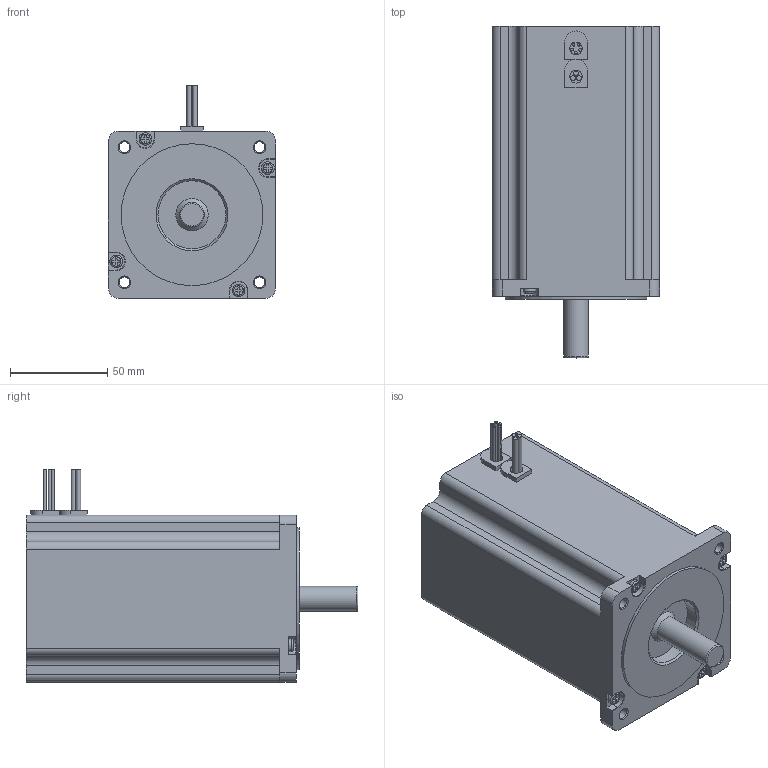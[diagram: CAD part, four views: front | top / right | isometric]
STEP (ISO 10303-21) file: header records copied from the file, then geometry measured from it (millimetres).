
FILE_DESCRIPTION( ( 'Unknown' ), '1' );
FILE_NAME( 'B86139.stp', 'Unknown', ( 'Unknown' ), ( 'Unknown' ), 'PSStep 17.0.49', 'Unknown', ' ' );
FILE_SCHEMA( ( 'AUTOMOTIVE_DESIGN { 1 0 10303 214 1 1 1 1 }' ) );
Length unit declared in the file: millimetre
Products named in the file (1): 1
Bounding box: 86 x 170.75 x 109.39 mm (x, y, z)
Volume: 934468.3 mm3; surface area: 65734.7 mm2
Topology: 1 solids, 1 shells, 265 faces, 673 edges, 445 vertices
Faces by surface type: plane 183, cylinder 59, torus 13, cone 10
Full cylindrical faces by diameter (mm): 1.45 x5, 2.5 x3, 5.5 x4, 6.5 x10, 8 x4, 12.7 x1, 35 x1, 73 x1
Entity records: 9708 total; most frequent: CARTESIAN_POINT 1304, DIRECTION 1282, ORIENTED_EDGE 1218, EDGE_CURVE 609, LINE 468, VECTOR 468, VERTEX_POINT 429, AXIS2_PLACEMENT_3D 407
